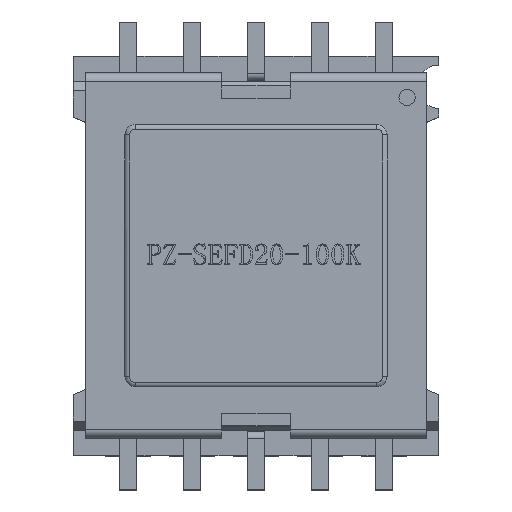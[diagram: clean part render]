
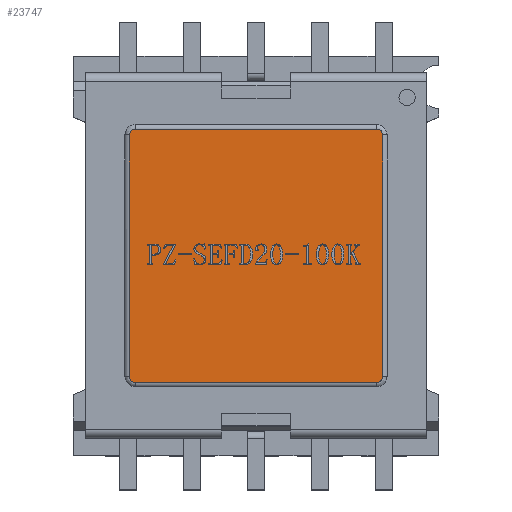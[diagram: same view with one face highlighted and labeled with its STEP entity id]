
A CAD part, top view. The second image highlights one B-rep face of the part: STEP entity #23747.
In plain terms, the highlighted free-form (B-spline) face has degree [1, 1] with [2, 2] control points.
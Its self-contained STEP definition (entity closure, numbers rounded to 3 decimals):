
#23747 = ADVANCED_FACE('',(#23748),#23814,.F.);
#23748 = FACE_BOUND('',#23749,.T.);
#23749 = EDGE_LOOP('',(#23750,#23761,#23768,#23777,#23784,#23793,#23800,
    #23809));
#23750 = ORIENTED_EDGE('',*,*,#23751,.F.);
#23751 = EDGE_CURVE('',#23752,#23754,#23756,.T.);
#23752 = VERTEX_POINT('',#23753);
#23753 = CARTESIAN_POINT('',(-9.147,-9.585,
    6.609));
#23754 = VERTEX_POINT('',#23755);
#23755 = CARTESIAN_POINT('',(-9.585,-9.147,
    6.609));
#23756 = ( BOUNDED_CURVE() B_SPLINE_CURVE(3,(#23757,#23758,#23759,#23760
),.UNSPECIFIED.,.F.,.F.) B_SPLINE_CURVE_WITH_KNOTS((4,4),(0.,1.),
.PIECEWISE_BEZIER_KNOTS.) CURVE() GEOMETRIC_REPRESENTATION_ITEM() 
RATIONAL_B_SPLINE_CURVE((1.,0.805,0.805,1.)) 
REPRESENTATION_ITEM('') );
#23757 = CARTESIAN_POINT('',(-9.147,-9.585,
    6.609));
#23758 = CARTESIAN_POINT('',(-9.403,-9.585,
    6.609));
#23759 = CARTESIAN_POINT('',(-9.585,-9.403,
    6.609));
#23760 = CARTESIAN_POINT('',(-9.585,-9.147,
    6.609));
#23761 = ORIENTED_EDGE('',*,*,#23762,.F.);
#23762 = EDGE_CURVE('',#23763,#23752,#23765,.T.);
#23763 = VERTEX_POINT('',#23764);
#23764 = CARTESIAN_POINT('',(9.147,-9.585,
    6.609));
#23765 = B_SPLINE_CURVE_WITH_KNOTS('',1,(#23766,#23767),.UNSPECIFIED.,
  .F.,.F.,(2,2),(0.,14.2),.PIECEWISE_BEZIER_KNOTS.);
#23766 = CARTESIAN_POINT('',(9.147,-9.585,
    6.609));
#23767 = CARTESIAN_POINT('',(-9.147,-9.585,
    6.609));
#23768 = ORIENTED_EDGE('',*,*,#23769,.F.);
#23769 = EDGE_CURVE('',#23770,#23763,#23772,.T.);
#23770 = VERTEX_POINT('',#23771);
#23771 = CARTESIAN_POINT('',(9.585,-9.147,
    6.609));
#23772 = ( BOUNDED_CURVE() B_SPLINE_CURVE(3,(#23773,#23774,#23775,#23776
),.UNSPECIFIED.,.F.,.F.) B_SPLINE_CURVE_WITH_KNOTS((4,4),(0.,1.),
.PIECEWISE_BEZIER_KNOTS.) CURVE() GEOMETRIC_REPRESENTATION_ITEM() 
RATIONAL_B_SPLINE_CURVE((1.,0.805,0.805,1.)) 
REPRESENTATION_ITEM('') );
#23773 = CARTESIAN_POINT('',(9.585,-9.147,
    6.609));
#23774 = CARTESIAN_POINT('',(9.585,-9.403,
    6.609));
#23775 = CARTESIAN_POINT('',(9.403,-9.585,
    6.609));
#23776 = CARTESIAN_POINT('',(9.147,-9.585,
    6.609));
#23777 = ORIENTED_EDGE('',*,*,#23778,.F.);
#23778 = EDGE_CURVE('',#23779,#23770,#23781,.T.);
#23779 = VERTEX_POINT('',#23780);
#23780 = CARTESIAN_POINT('',(9.585,9.147,6.609
    ));
#23781 = B_SPLINE_CURVE_WITH_KNOTS('',1,(#23782,#23783),.UNSPECIFIED.,
  .F.,.F.,(2,2),(0.,14.2),.PIECEWISE_BEZIER_KNOTS.);
#23782 = CARTESIAN_POINT('',(9.585,9.147,6.609
    ));
#23783 = CARTESIAN_POINT('',(9.585,-9.147,
    6.609));
#23784 = ORIENTED_EDGE('',*,*,#23785,.F.);
#23785 = EDGE_CURVE('',#23786,#23779,#23788,.T.);
#23786 = VERTEX_POINT('',#23787);
#23787 = CARTESIAN_POINT('',(9.147,9.585,6.609
    ));
#23788 = ( BOUNDED_CURVE() B_SPLINE_CURVE(3,(#23789,#23790,#23791,#23792
),.UNSPECIFIED.,.F.,.F.) B_SPLINE_CURVE_WITH_KNOTS((4,4),(0.,1.),
.PIECEWISE_BEZIER_KNOTS.) CURVE() GEOMETRIC_REPRESENTATION_ITEM() 
RATIONAL_B_SPLINE_CURVE((1.,0.805,0.805,1.)) 
REPRESENTATION_ITEM('') );
#23789 = CARTESIAN_POINT('',(9.147,9.585,6.609
    ));
#23790 = CARTESIAN_POINT('',(9.403,9.585,
    6.609));
#23791 = CARTESIAN_POINT('',(9.585,9.403,
    6.609));
#23792 = CARTESIAN_POINT('',(9.585,9.147,6.609
    ));
#23793 = ORIENTED_EDGE('',*,*,#23794,.F.);
#23794 = EDGE_CURVE('',#23795,#23786,#23797,.T.);
#23795 = VERTEX_POINT('',#23796);
#23796 = CARTESIAN_POINT('',(-9.147,9.585,
    6.609));
#23797 = B_SPLINE_CURVE_WITH_KNOTS('',1,(#23798,#23799),.UNSPECIFIED.,
  .F.,.F.,(2,2),(-14.2,0.),.PIECEWISE_BEZIER_KNOTS.);
#23798 = CARTESIAN_POINT('',(-9.147,9.585,
    6.609));
#23799 = CARTESIAN_POINT('',(9.147,9.585,6.609
    ));
#23800 = ORIENTED_EDGE('',*,*,#23801,.F.);
#23801 = EDGE_CURVE('',#23802,#23795,#23804,.T.);
#23802 = VERTEX_POINT('',#23803);
#23803 = CARTESIAN_POINT('',(-9.585,9.147,
    6.609));
#23804 = ( BOUNDED_CURVE() B_SPLINE_CURVE(3,(#23805,#23806,#23807,#23808
),.UNSPECIFIED.,.F.,.F.) B_SPLINE_CURVE_WITH_KNOTS((4,4),(0.,1.),
.PIECEWISE_BEZIER_KNOTS.) CURVE() GEOMETRIC_REPRESENTATION_ITEM() 
RATIONAL_B_SPLINE_CURVE((1.,0.805,0.805,1.)) 
REPRESENTATION_ITEM('') );
#23805 = CARTESIAN_POINT('',(-9.585,9.147,
    6.609));
#23806 = CARTESIAN_POINT('',(-9.585,9.403,
    6.609));
#23807 = CARTESIAN_POINT('',(-9.403,9.585,
    6.609));
#23808 = CARTESIAN_POINT('',(-9.147,9.585,
    6.609));
#23809 = ORIENTED_EDGE('',*,*,#23810,.F.);
#23810 = EDGE_CURVE('',#23754,#23802,#23811,.T.);
#23811 = B_SPLINE_CURVE_WITH_KNOTS('',1,(#23812,#23813),.UNSPECIFIED.,
  .F.,.F.,(2,2),(-14.2,0.),.PIECEWISE_BEZIER_KNOTS.);
#23812 = CARTESIAN_POINT('',(-9.585,-9.147,
    6.609));
#23813 = CARTESIAN_POINT('',(-9.585,9.147,
    6.609));
#23814 = B_SPLINE_SURFACE_WITH_KNOTS('',1,1,(
    (#23815,#23816)
    ,(#23817,#23818
    )),.UNSPECIFIED.,.F.,.F.,.F.,(2,2),(2,2),(-14.54,
    0.34),(-14.54,0.34),
  .PIECEWISE_BEZIER_KNOTS.);
#23815 = CARTESIAN_POINT('',(-9.585,-9.585,
    6.609));
#23816 = CARTESIAN_POINT('',(9.585,-9.585,
    6.609));
#23817 = CARTESIAN_POINT('',(-9.585,9.585,
    6.609));
#23818 = CARTESIAN_POINT('',(9.585,9.585,
    6.609));
